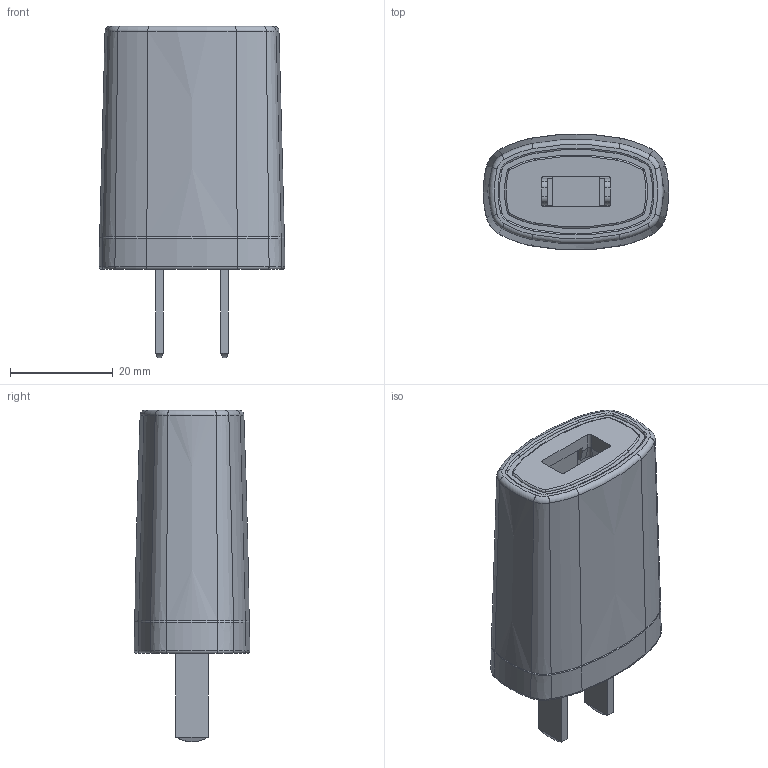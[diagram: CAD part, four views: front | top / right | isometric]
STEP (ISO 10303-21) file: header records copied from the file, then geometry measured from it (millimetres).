
FILE_DESCRIPTION((''),'2;1');
FILE_NAME('GT-83083-0505-USB-W2C_ASM','2022-08-01T09:07:18',('jirenqiang'),(''),'CREO PARAMETRIC BY PTC INC, 2018050','CREO PARAMETRIC BY PTC INC, 2018050','');
FILE_SCHEMA(('CONFIG_CONTROL_DESIGN'));
Length unit declared in the file: millimetre
Products named in the file (6): TOP; BOT; UL_PIN; GT-83083-0505-USB-W2C__ASM; GT-83083-0505-USB-W2C-_ASM; GT-83083-0505-USB-W2C_ASM
Assembly tree (6 placements, depth 4):
  GT-83083-0505-USB-W2C_ASM
    GT-83083-0505-USB-W2C-_ASM
      GT-83083-0505-USB-W2C__ASM
        TOP
        BOT
        UL_PIN  x2
Bounding box: 36.21 x 22.51 x 64.6 mm (x, y, z)
Volume: 10121.5 mm3; surface area: 12229.5 mm2
Topology: 4 solids, 4 shells, 399 faces, 1119 edges, 734 vertices
Faces by surface type: plane 157, cone 94, cylinder 61, torus 60, bspline 27
Entity records: 14188 total; most frequent: CARTESIAN_POINT 4120, DIRECTION 2150, ORIENTED_EDGE 2134, EDGE_CURVE 1067, AXIS2_PLACEMENT_3D 845, VERTEX_POINT 700, CIRCLE 476, VECTOR 460
